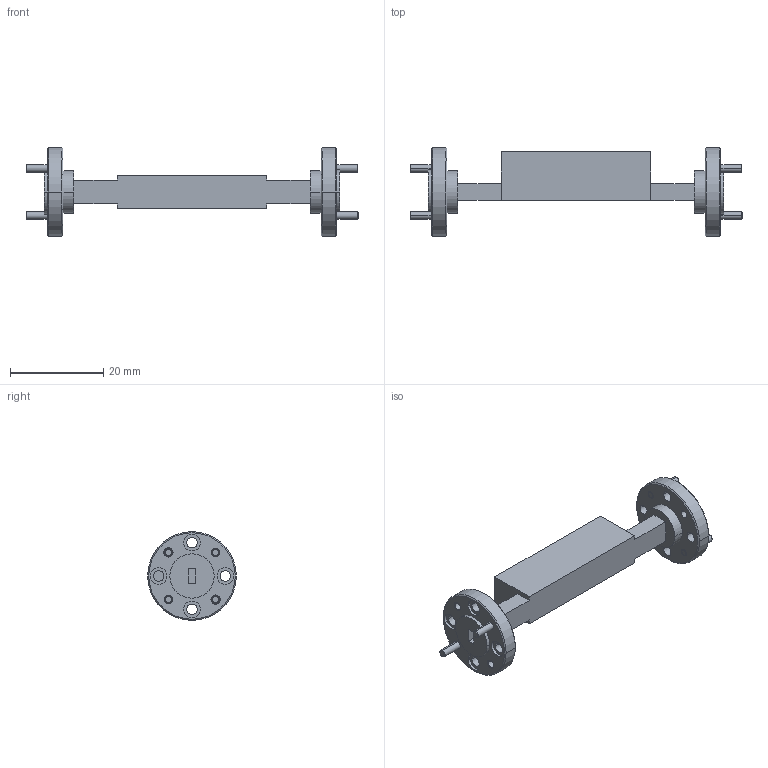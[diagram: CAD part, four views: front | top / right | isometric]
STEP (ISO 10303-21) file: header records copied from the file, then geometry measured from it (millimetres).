
FILE_DESCRIPTION (( 'STEP AP203' ), '1' );
FILE_NAME ('TA-FE-BX1 Rev 1.3.STEP', '2016-08-16T22:10:45', ( '' ), ( '' ), 'SwSTEP 2.0', 'SolidWorks 2013', '' );
FILE_SCHEMA (( 'CONFIG_CONTROL_DESIGN' ));
Length unit declared in the file: inch
Products named in the file (1): TA-FE-BX1 Rev 1.3
Bounding box: 71.25 x 19.05 x 19.05 mm (x, y, z)
Volume: 4724.6 mm3; surface area: 3902.2 mm2
Topology: 5 solids, 5 shells, 154 faces, 360 edges, 232 vertices
Faces by surface type: cylinder 68, plane 46, cone 40
Entity records: 4599 total; most frequent: DIRECTION 862, CARTESIAN_POINT 747, ORIENTED_EDGE 720, EDGE_CURVE 360, AXIS2_PLACEMENT_3D 347, VERTEX_POINT 232, EDGE_LOOP 202, CIRCLE 192
